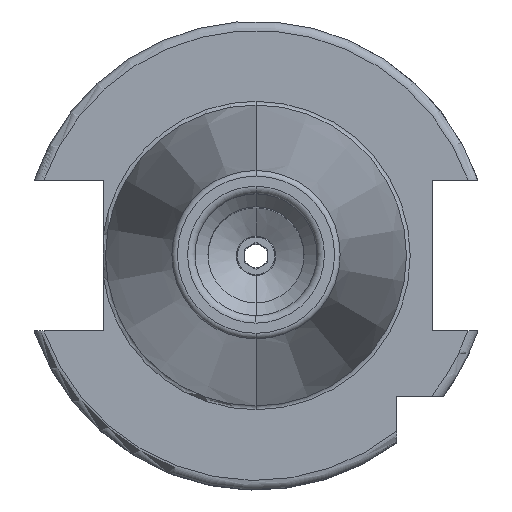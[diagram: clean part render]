
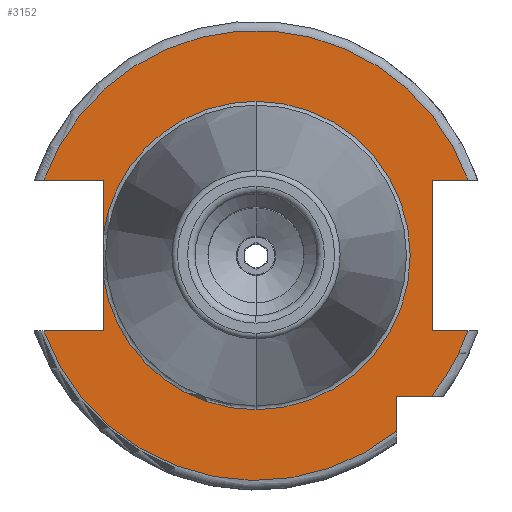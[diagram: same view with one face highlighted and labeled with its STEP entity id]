
A CAD part, top view. The second image highlights one B-rep face of the part: STEP entity #3152.
In plain terms, the highlighted planar face has unit normal (0, 0, 1).
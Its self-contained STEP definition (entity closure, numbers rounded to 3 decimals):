
#550=CARTESIAN_POINT('',(0,0,15.9));
#551=DIRECTION('',(0,0,-1));
#552=DIRECTION('',(0,1,0));
#553=AXIS2_PLACEMENT_3D('',#550,#551,#552);
#566=CARTESIAN_POINT('',(0,0,15.9));
#567=DIRECTION('',(0,0,1));
#568=DIRECTION('',(0,1,0));
#569=AXIS2_PLACEMENT_3D('',#566,#567,#568);
#581=CARTESIAN_POINT('',(0,0,15.9));
#582=DIRECTION('',(0,0,1));
#583=DIRECTION('',(-0.991,-0.135,0));
#584=AXIS2_PLACEMENT_3D('',#581,#582,#583);
#1103=CARTESIAN_POINT('',(0,0,15.9));
#1104=DIRECTION('',(0,0,1));
#1105=DIRECTION('',(0.942,0.335,0));
#1106=AXIS2_PLACEMENT_3D('',#1103,#1104,#1105);
#1154=CARTESIAN_POINT('',(0,0,15.9));
#1155=DIRECTION('',(0,0,1));
#1156=DIRECTION('',(-0.942,-0.335,0));
#1157=AXIS2_PLACEMENT_3D('',#1154,#1155,#1156);
#1170=DIRECTION('',(1,0,0));
#1171=VECTOR('',#1170,6.31);
#1172=CARTESIAN_POINT('',(-22.61,-8.05,15.9));
#1173=LINE('',#1172,#1171);
#1174=DIRECTION('',(0,1,0));
#1175=VECTOR('',#1174,5.834);
#1176=CARTESIAN_POINT('',(-16.3,-8.05,15.9));
#1177=LINE('',#1176,#1175);
#1178=DIRECTION('',(0,1,0));
#1179=VECTOR('',#1178,5.834);
#1180=CARTESIAN_POINT('',(-16.3,2.216,15.9));
#1181=LINE('',#1180,#1179);
#1182=DIRECTION('',(1,0,0));
#1183=VECTOR('',#1182,6.31);
#1184=CARTESIAN_POINT('',(-22.61,8.05,15.9));
#1185=LINE('',#1184,#1183);
#1186=DIRECTION('',(-1,0,0));
#1187=VECTOR('',#1186,3.81);
#1188=CARTESIAN_POINT('',(22.61,8.05,15.9));
#1189=LINE('',#1188,#1187);
#1190=DIRECTION('',(0,-1,0));
#1191=VECTOR('',#1190,16.1);
#1192=CARTESIAN_POINT('',(18.8,8.05,15.9));
#1193=LINE('',#1192,#1191);
#1194=DIRECTION('',(-1,0,0));
#1195=VECTOR('',#1194,3.81);
#1196=CARTESIAN_POINT('',(22.61,-8.05,15.9));
#1197=LINE('',#1196,#1195);
#1198=CARTESIAN_POINT('',(0,0,15.9));
#1199=DIRECTION('',(0,0,1));
#1200=DIRECTION('',(0.781,-0.625,0));
#1201=AXIS2_PLACEMENT_3D('',#1198,#1199,#1200);
#1203=DIRECTION('',(-1,0,0));
#1204=VECTOR('',#1203,3.735);
#1205=CARTESIAN_POINT('',(18.735,-15,15.9));
#1206=LINE('',#1205,#1204);
#1207=DIRECTION('',(0,1,0));
#1208=VECTOR('',#1207,3.735);
#1209=CARTESIAN_POINT('',(15,-18.735,15.9));
#1210=LINE('',#1209,#1208);
#1481=CARTESIAN_POINT('',(0,16.45,15.9));
#1483=VERTEX_POINT('',#1481);
#1503=CARTESIAN_POINT('',(0,-16.45,15.9));
#1505=VERTEX_POINT('',#1503);
#1615=CARTESIAN_POINT('',(-22.61,-8.05,15.9));
#1616=CARTESIAN_POINT('',(-16.3,-8.05,15.9));
#1617=VERTEX_POINT('',#1615);
#1618=VERTEX_POINT('',#1616);
#1619=CARTESIAN_POINT('',(-16.3,-2.216,15.9));
#1620=VERTEX_POINT('',#1619);
#1621=CARTESIAN_POINT('',(-16.3,2.216,15.9));
#1622=CARTESIAN_POINT('',(-16.3,8.05,15.9));
#1623=VERTEX_POINT('',#1621);
#1624=VERTEX_POINT('',#1622);
#1625=CARTESIAN_POINT('',(-22.61,8.05,15.9));
#1626=VERTEX_POINT('',#1625);
#1627=CARTESIAN_POINT('',(18.8,8.05,15.9));
#1628=CARTESIAN_POINT('',(18.8,-8.05,15.9));
#1629=VERTEX_POINT('',#1627);
#1630=VERTEX_POINT('',#1628);
#1631=CARTESIAN_POINT('',(22.61,-8.05,15.9));
#1632=VERTEX_POINT('',#1631);
#1633=CARTESIAN_POINT('',(22.61,8.05,15.9));
#1634=VERTEX_POINT('',#1633);
#1635=CARTESIAN_POINT('',(15,-18.735,15.9));
#1636=CARTESIAN_POINT('',(15,-15,15.9));
#1637=VERTEX_POINT('',#1635);
#1638=VERTEX_POINT('',#1636);
#1639=CARTESIAN_POINT('',(18.735,-15,15.9));
#1640=VERTEX_POINT('',#1639);
#3127=CARTESIAN_POINT('',(0,0,15.9));
#3128=DIRECTION('',(0,0,-1));
#3129=DIRECTION('',(0,-1,0));
#3130=AXIS2_PLACEMENT_3D('',#3127,#3128,#3129);
#3131=PLANE('',#3130);
#3133=ORIENTED_EDGE('',*,*,#3132,.T.);
#3134=ORIENTED_EDGE('',*,*,#2628,.T.);
#3135=ORIENTED_EDGE('',*,*,#2611,.T.);
#3136=ORIENTED_EDGE('',*,*,#2591,.F.);
#3137=ORIENTED_EDGE('',*,*,#2606,.T.);
#3138=ORIENTED_EDGE('',*,*,#2625,.T.);
#3139=ORIENTED_EDGE('',*,*,#2660,.F.);
#3140=ORIENTED_EDGE('',*,*,#3104,.F.);
#3142=ORIENTED_EDGE('',*,*,#3141,.T.);
#3144=ORIENTED_EDGE('',*,*,#3143,.T.);
#3145=ORIENTED_EDGE('',*,*,#2733,.F.);
#3146=ORIENTED_EDGE('',*,*,#3094,.F.);
#3147=ORIENTED_EDGE('',*,*,#2791,.T.);
#3148=ORIENTED_EDGE('',*,*,#2834,.F.);
#3149=ORIENTED_EDGE('',*,*,#3121,.F.);
#3150=EDGE_LOOP('',(#3133,#3134,#3135,#3136,#3137,#3138,#3139,#3140,#3142,#3144,
#3145,#3146,#3147,#3148,#3149));
#3151=FACE_OUTER_BOUND('',#3150,.F.);
#3152=ADVANCED_FACE('',(#3151),#3131,.F.);
#554=CIRCLE('',#553,16.45);
#570=CIRCLE('',#569,16.45);
#585=CIRCLE('',#584,16.45);
#1107=CIRCLE('',#1106,24);
#1158=CIRCLE('',#1157,24);
#1202=CIRCLE('',#1201,24);
#2591=EDGE_CURVE('',#1483,#1505,#554,.T.);
#2606=EDGE_CURVE('',#1483,#1623,#570,.T.);
#2611=EDGE_CURVE('',#1620,#1505,#585,.T.);
#2625=EDGE_CURVE('',#1623,#1624,#1181,.T.);
#2628=EDGE_CURVE('',#1618,#1620,#1177,.T.);
#2660=EDGE_CURVE('',#1626,#1624,#1185,.T.);
#2733=EDGE_CURVE('',#1632,#1630,#1197,.T.);
#2791=EDGE_CURVE('',#1640,#1638,#1206,.T.);
#2834=EDGE_CURVE('',#1637,#1638,#1210,.T.);
#3094=EDGE_CURVE('',#1640,#1632,#1202,.T.);
#3104=EDGE_CURVE('',#1634,#1626,#1107,.T.);
#3121=EDGE_CURVE('',#1617,#1637,#1158,.T.);
#3132=EDGE_CURVE('',#1617,#1618,#1173,.T.);
#3141=EDGE_CURVE('',#1634,#1629,#1189,.T.);
#3143=EDGE_CURVE('',#1629,#1630,#1193,.T.);
